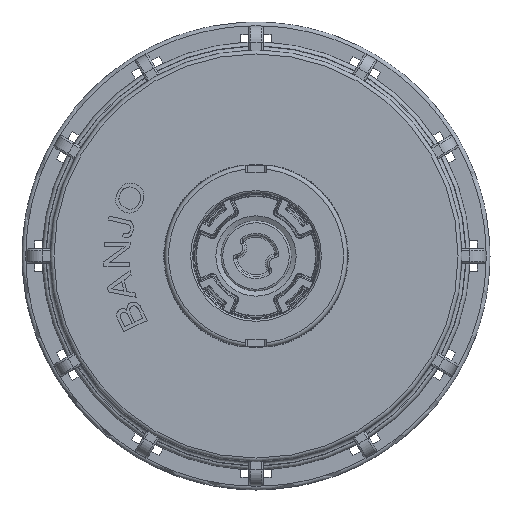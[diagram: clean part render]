
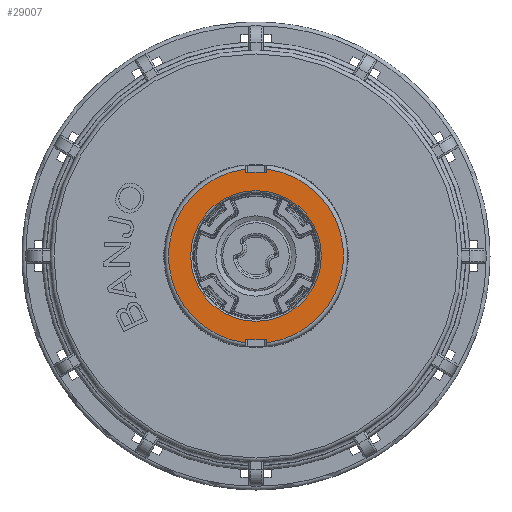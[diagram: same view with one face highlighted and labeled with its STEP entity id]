
A CAD part, left-side view. The second image highlights one B-rep face of the part: STEP entity #29007.
In plain terms, the highlighted face is planar.
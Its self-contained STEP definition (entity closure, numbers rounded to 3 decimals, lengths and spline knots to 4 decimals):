
#291=FACE_BOUND('',#3830,.T.);
#497=PLANE('',#31863);
#2100=FACE_OUTER_BOUND('',#3829,.T.);
#3829=EDGE_LOOP('',(#23277,#23278,#23279,#23280,#23281,#23282,#23283,#23284,
#23285,#23286,#23287,#23288));
#3830=EDGE_LOOP('',(#23289));
#5074=CIRCLE('',#30725,1.0235);
#5324=CIRCLE('',#31106,0.015);
#5326=CIRCLE('',#31109,1.31);
#5327=CIRCLE('',#31111,0.015);
#5328=CIRCLE('',#31114,0.015);
#5329=CIRCLE('',#31117,0.015);
#5330=CIRCLE('',#31119,1.31);
#5515=CIRCLE('',#31305,1.37);
#5793=CIRCLE('',#31676,1.37);
#7635=LINE('',#52947,#9869);
#7641=LINE('',#52985,#9875);
#8014=LINE('',#54942,#10248);
#8015=LINE('',#54943,#10249);
#9869=VECTOR('',#36029,0.3937);
#9875=VECTOR('',#36041,0.3937);
#10248=VECTOR('',#37910,0.3937);
#10249=VECTOR('',#37911,0.3937);
#12206=VERTEX_POINT('',#47859);
#12580=VERTEX_POINT('',#52888);
#12581=VERTEX_POINT('',#52890);
#12585=VERTEX_POINT('',#52910);
#12587=VERTEX_POINT('',#52927);
#12590=VERTEX_POINT('',#52936);
#12593=VERTEX_POINT('',#52963);
#12594=VERTEX_POINT('',#52965);
#12597=VERTEX_POINT('',#52974);
#12600=VERTEX_POINT('',#53001);
#12601=VERTEX_POINT('',#53003);
#12787=VERTEX_POINT('',#53390);
#13160=VERTEX_POINT('',#54349);
#15388=EDGE_CURVE('',#12206,#12206,#5074,.T.);
#16010=EDGE_CURVE('',#12580,#12581,#5324,.T.);
#16016=EDGE_CURVE('',#12580,#12585,#5326,.T.);
#16019=EDGE_CURVE('',#12587,#12585,#5327,.T.);
#16024=EDGE_CURVE('',#12587,#12590,#7635,.T.);
#16027=EDGE_CURVE('',#12593,#12594,#5328,.T.);
#16033=EDGE_CURVE('',#12593,#12597,#7641,.T.);
#16036=EDGE_CURVE('',#12600,#12601,#5329,.T.);
#16038=EDGE_CURVE('',#12600,#12594,#5330,.T.);
#16226=EDGE_CURVE('',#12787,#12590,#5515,.T.);
#16692=EDGE_CURVE('',#13160,#12597,#5793,.T.);
#16974=EDGE_CURVE('',#12787,#12601,#8014,.T.);
#16975=EDGE_CURVE('',#13160,#12581,#8015,.T.);
#23277=ORIENTED_EDGE('',*,*,#16226,.F.);
#23278=ORIENTED_EDGE('',*,*,#16974,.T.);
#23279=ORIENTED_EDGE('',*,*,#16036,.F.);
#23280=ORIENTED_EDGE('',*,*,#16038,.T.);
#23281=ORIENTED_EDGE('',*,*,#16027,.F.);
#23282=ORIENTED_EDGE('',*,*,#16033,.T.);
#23283=ORIENTED_EDGE('',*,*,#16692,.F.);
#23284=ORIENTED_EDGE('',*,*,#16975,.T.);
#23285=ORIENTED_EDGE('',*,*,#16010,.F.);
#23286=ORIENTED_EDGE('',*,*,#16016,.T.);
#23287=ORIENTED_EDGE('',*,*,#16019,.F.);
#23288=ORIENTED_EDGE('',*,*,#16024,.T.);
#23289=ORIENTED_EDGE('',*,*,#15388,.F.);
#29007=ADVANCED_FACE('',(#2100,#291),#497,.T.);
#30725=AXIS2_PLACEMENT_3D('',#47860,#35178,#35179);
#31106=AXIS2_PLACEMENT_3D('',#52891,#36009,#36010);
#31109=AXIS2_PLACEMENT_3D('',#52912,#36017,#36018);
#31111=AXIS2_PLACEMENT_3D('',#52929,#36022,#36023);
#31114=AXIS2_PLACEMENT_3D('',#52966,#36033,#36034);
#31117=AXIS2_PLACEMENT_3D('',#53004,#36045,#36046);
#31119=AXIS2_PLACEMENT_3D('',#53007,#36050,#36051);
#31305=AXIS2_PLACEMENT_3D('',#53401,#36422,#36423);
#31676=AXIS2_PLACEMENT_3D('',#54360,#37349,#37350);
#31863=AXIS2_PLACEMENT_3D('',#54941,#37908,#37909);
#35178=DIRECTION('center_axis',(0.,1.,0.));
#35179=DIRECTION('ref_axis',(-1.,0.,0.));
#36009=DIRECTION('center_axis',(0.,1.,0.));
#36010=DIRECTION('ref_axis',(0.667,0.,0.745));
#36017=DIRECTION('center_axis',(0.,1.,0.));
#36018=DIRECTION('ref_axis',(-1.,0.,0.));
#36022=DIRECTION('center_axis',(0.,1.,0.));
#36023=DIRECTION('ref_axis',(-0.667,0.,0.745));
#36029=DIRECTION('',(0.,0.,-1.));
#36033=DIRECTION('center_axis',(0.,1.,0.));
#36034=DIRECTION('ref_axis',(0.667,0.,-0.745));
#36041=DIRECTION('',(0.,0.,1.));
#36045=DIRECTION('center_axis',(0.,1.,0.));
#36046=DIRECTION('ref_axis',(-0.667,0.,-0.745));
#36050=DIRECTION('center_axis',(0.,1.,0.));
#36051=DIRECTION('ref_axis',(-1.,0.,0.));
#36422=DIRECTION('center_axis',(0.,-1.,0.));
#36423=DIRECTION('ref_axis',(-1.,0.,0.));
#37349=DIRECTION('center_axis',(0.,-1.,0.));
#37350=DIRECTION('ref_axis',(1.,0.,0.));
#37908=DIRECTION('center_axis',(0.,1.,0.));
#37909=DIRECTION('ref_axis',(0.,0.,1.));
#37910=DIRECTION('',(0.,0.,-1.));
#37911=DIRECTION('',(0.,0.,1.));
#47859=CARTESIAN_POINT('',(0.,0.,1.0235));
#47860=CARTESIAN_POINT('Origin',(0.,0.,0.));
#52888=CARTESIAN_POINT('',(0.1434,0.,-1.3021));
#52890=CARTESIAN_POINT('',(0.16,0.,-1.317));
#52891=CARTESIAN_POINT('Origin',(0.145,0.,-1.317));
#52910=CARTESIAN_POINT('',(-0.1434,0.,-1.3021));
#52912=CARTESIAN_POINT('Origin',(0.,0.,0.));
#52927=CARTESIAN_POINT('',(-0.16,0.,-1.317));
#52929=CARTESIAN_POINT('Origin',(-0.145,0.,-1.317));
#52936=CARTESIAN_POINT('',(-0.16,0.,-1.3606));
#52947=CARTESIAN_POINT('',(-0.16,0.,-0.7105));
#52963=CARTESIAN_POINT('',(0.16,0.,1.317));
#52965=CARTESIAN_POINT('',(0.1434,0.,1.3021));
#52966=CARTESIAN_POINT('Origin',(0.145,0.,1.317));
#52974=CARTESIAN_POINT('',(0.16,0.,1.3606));
#52985=CARTESIAN_POINT('',(0.16,0.,0.7105));
#53001=CARTESIAN_POINT('',(-0.1434,0.,1.3021));
#53003=CARTESIAN_POINT('',(-0.16,0.,1.317));
#53004=CARTESIAN_POINT('Origin',(-0.145,0.,1.317));
#53007=CARTESIAN_POINT('Origin',(0.,0.,0.));
#53390=CARTESIAN_POINT('',(-0.16,0.,1.3606));
#53401=CARTESIAN_POINT('Origin',(0.,0.,0.));
#54349=CARTESIAN_POINT('',(0.16,0.,-1.3606));
#54360=CARTESIAN_POINT('Origin',(0.,0.,0.));
#54941=CARTESIAN_POINT('Origin',(1.2125,0.,0.));
#54942=CARTESIAN_POINT('',(-0.16,0.,0.6501));
#54943=CARTESIAN_POINT('',(0.16,0.,-0.6501));
